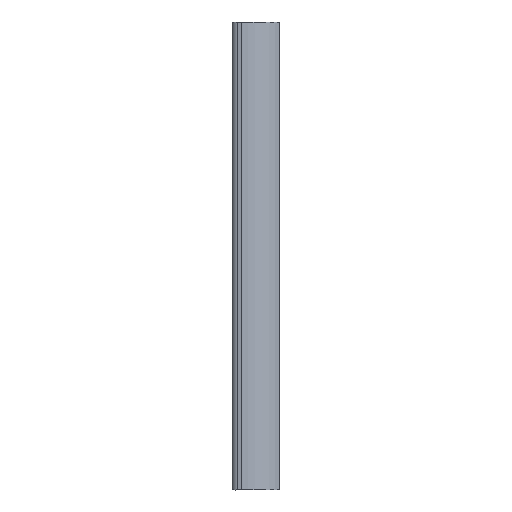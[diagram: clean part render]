
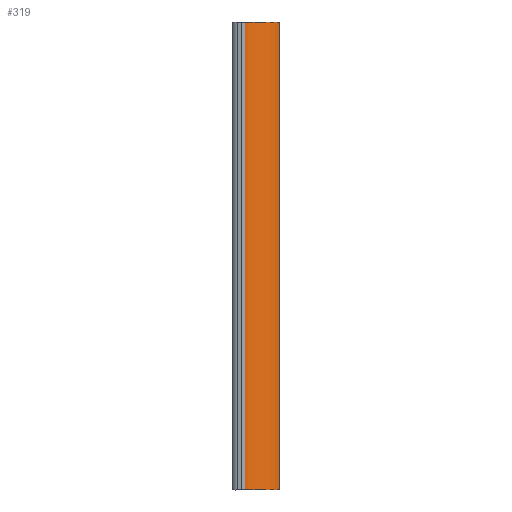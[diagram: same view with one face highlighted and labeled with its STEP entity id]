
A CAD part, top view. The second image highlights one B-rep face of the part: STEP entity #319.
In plain terms, the highlighted free-form (B-spline) face has degree [1, 2] with [2, 3] control points.
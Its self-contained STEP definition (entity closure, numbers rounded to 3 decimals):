
#66=CARTESIAN_POINT('',(15.757,0.0,-7.997));
#67=VERTEX_POINT('',#66);
#85=CARTESIAN_POINT('',(-0.357,0.0,-0.011));
#86=VERTEX_POINT('',#85);
#87=CARTESIAN_POINT('',(15.757,0.0,-7.997));
#88=CARTESIAN_POINT('',(9.88,0.0,0.396));
#89=CARTESIAN_POINT('',(-0.357,0.0,-0.011));
#97=(BOUNDED_CURVE()B_SPLINE_CURVE(2,(#87,#88,#89),.UNSPECIFIED.,.F.,.U.)CURVE()GEOMETRIC_REPRESENTATION_ITEM()QUASI_UNIFORM_CURVE()RATIONAL_B_SPLINE_CURVE((1.0,0.878,1.0))REPRESENTATION_ITEM(''));
#98=EDGE_CURVE('',#67,#86,#97,.T.);
#212=CARTESIAN_POINT('',(-0.357,200.0,-0.011));
#213=VERTEX_POINT('',#212);
#227=CARTESIAN_POINT('',(15.757,200.0,-7.997));
#228=VERTEX_POINT('',#227);
#229=CARTESIAN_POINT('',(15.757,200.0,-7.997));
#230=CARTESIAN_POINT('',(9.88,200.,0.396));
#231=CARTESIAN_POINT('',(-0.357,200.0,-0.011));
#239=(BOUNDED_CURVE()B_SPLINE_CURVE(2,(#229,#230,#231),.UNSPECIFIED.,.F.,.U.)CURVE()GEOMETRIC_REPRESENTATION_ITEM()QUASI_UNIFORM_CURVE()RATIONAL_B_SPLINE_CURVE((1.0,0.878,1.0))REPRESENTATION_ITEM(''));
#240=EDGE_CURVE('',#228,#213,#239,.T.);
#287=CARTESIAN_POINT('',(15.757,200.0,-7.997));
#288=CARTESIAN_POINT('',(15.757,0.0,-7.997));
#289=QUASI_UNIFORM_CURVE('',1,(#287,#288),.UNSPECIFIED.,.F.,.U.);
#290=EDGE_CURVE('',#228,#67,#289,.T.);
#295=CARTESIAN_POINT('',(-0.521,205.0,-0.018));
#296=CARTESIAN_POINT('',(-0.521,-5.125,-0.018));
#297=CARTESIAN_POINT('',(10.412,205.,0.512));
#298=CARTESIAN_POINT('',(10.412,-5.125,0.512));
#299=CARTESIAN_POINT('',(16.254,205.,-8.745));
#300=CARTESIAN_POINT('',(16.254,-5.125,-8.745));
#308=(BOUNDED_SURFACE()B_SPLINE_SURFACE(1,2,((#295,#297,#299),(#296,#298,#300)),.UNSPECIFIED.,.F.,.F.,.U.)B_SPLINE_SURFACE_WITH_KNOTS((2,2),(3,3),(0.0,210.125),(0.0,20.291),.UNSPECIFIED.)GEOMETRIC_REPRESENTATION_ITEM()RATIONAL_B_SPLINE_SURFACE(((1.0,0.863,0.998),(1.0,0.863,0.998)))REPRESENTATION_ITEM('')SURFACE());
#309=ORIENTED_EDGE('',*,*,#98,.F.);
#310=ORIENTED_EDGE('',*,*,#290,.F.);
#311=ORIENTED_EDGE('',*,*,#240,.T.);
#312=CARTESIAN_POINT('',(-0.357,200.0,-0.011));
#313=CARTESIAN_POINT('',(-0.357,0.0,-0.011));
#314=QUASI_UNIFORM_CURVE('',1,(#312,#313),.UNSPECIFIED.,.F.,.U.);
#315=EDGE_CURVE('',#213,#86,#314,.T.);
#316=ORIENTED_EDGE('',*,*,#315,.T.);
#317=EDGE_LOOP('',(#309,#310,#311,#316));
#318=FACE_OUTER_BOUND('',#317,.T.);
#319=ADVANCED_FACE('',(#318),#308,.T.);
